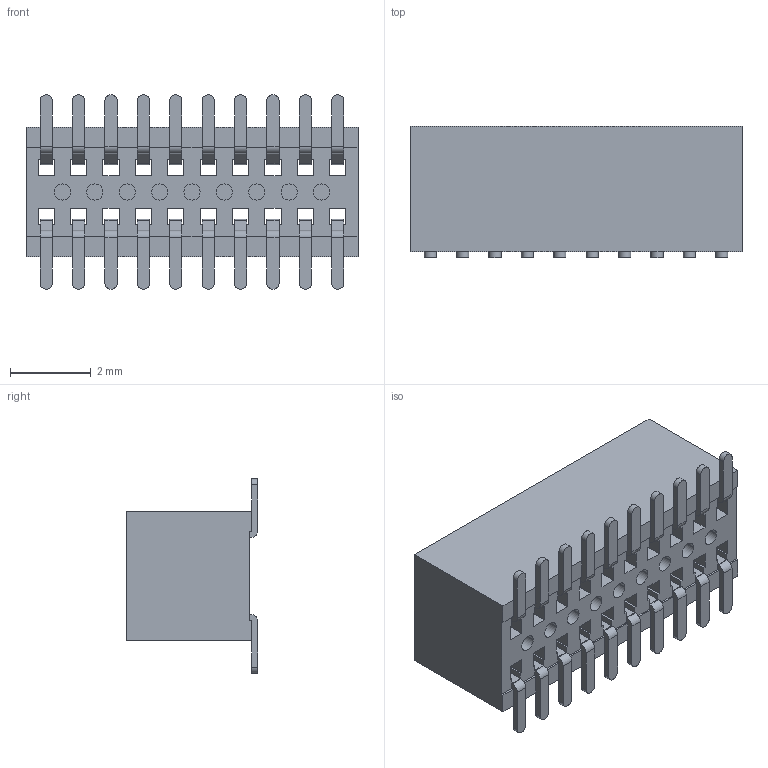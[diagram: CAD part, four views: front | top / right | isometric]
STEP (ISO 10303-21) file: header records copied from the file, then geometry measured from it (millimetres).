
FILE_DESCRIPTION (( 'STEP AP214' ), '1' );
FILE_NAME ('SRS2Y-XX-U-SMT.STEP', '2021-07-07T00:39:00', ( '' ), ( '' ), 'SwSTEP 2.0', 'SolidWorks 2021', '' );
FILE_SCHEMA (( 'AUTOMOTIVE_DESIGN' ));
Length unit declared in the file: millimetre
Products named in the file (1): SRS2Y-XX-U-SMT
Bounding box: 8.2 x 3.25 x 4.81 mm (x, y, z)
Volume: 67.9 mm3; surface area: 334.5 mm2
Topology: 21 solids, 21 shells, 684 faces, 1852 edges, 1208 vertices
Faces by surface type: plane 508, cylinder 176
Entity records: 29106 total; most frequent: CARTESIAN_POINT 3745, ORIENTED_EDGE 3704, DIRECTION 3574, EDGE_CURVE 1852, LINE 1500, VECTOR 1500, VERTEX_POINT 1208, AXIS2_PLACEMENT_3D 1037
